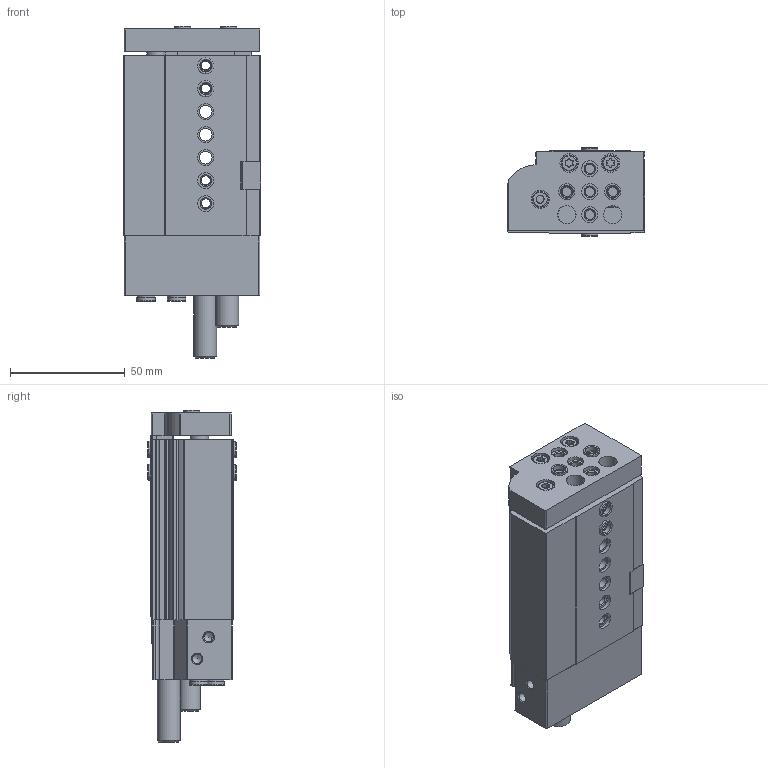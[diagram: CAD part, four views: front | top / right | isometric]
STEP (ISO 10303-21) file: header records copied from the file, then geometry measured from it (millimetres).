
FILE_DESCRIPTION(/* description */ ('STEP AP214'),/* implementation_level */ '2;1');
FILE_NAME(/* name */ '543962_DGSL-12-20-PA',/* time_stamp */ '2024-08-15T15:42:36+02:00',/* author */ ('License CC BY-ND 4.0'),/* organization */ ('CADENAS'),/* preprocessor_version */ 'ST-DEVELOPER v19.3',/* originating_system */ 'PARTsolutions',/* authorisation */ ' ');
FILE_SCHEMA (('AUTOMOTIVE_DESIGN {1 0 10303 214 3 1 1}'));
Length unit declared in the file: millimetre
Products named in the file (7): 543962 DGSL-12-20-PA---(0); DGSL-12---(20-0-0-10-zr); 699440 DGSL-12-P; 174308 B-M5-B; 686786 DGSL-12-AS; DGSL-12---(20-0-JP); 8146544 ZBH-7-B
Assembly tree (13 placements, depth 2):
  543962 DGSL-12-20-PA---(0)
    DGSL-12---(20-0-0-10-zr)
    699440 DGSL-12-P  x2
    174308 B-M5-B  x2
    686786 DGSL-12-AS
    DGSL-12---(20-0-JP)
    8146544 ZBH-7-B  x6
Bounding box: 60 x 38.6 x 144.7 mm (x, y, z)
Volume: 188057.3 mm3; surface area: 61449 mm2
Topology: 13 solids, 13 shells, 627 faces, 1532 edges, 993 vertices
Faces by surface type: plane 307, cylinder 234, cone 65, torus 21
Full cylindrical faces by diameter (mm): 2.459 x1, 3 x2, 3.242 x1, 4 x1, 4.134 x17, 5 x2, 5.5 x3, 6 x4, 7 x25, 7.2 x2, 7.8 x2, 8 x15, 8.08 x2, 8.917 x2, 9 x6, 10 x2, 16 x2
Entity records: 16293 total; most frequent: CARTESIAN_POINT 2841, DIRECTION 2828, ORIENTED_EDGE 2446, EDGE_CURVE 1223, AXIS2_PLACEMENT_3D 1078, VERTEX_POINT 886, FACE_BOUND 815, EDGE_LOOP 809
